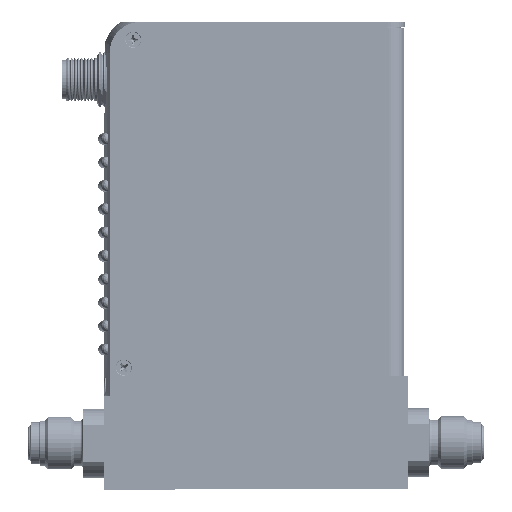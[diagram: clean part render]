
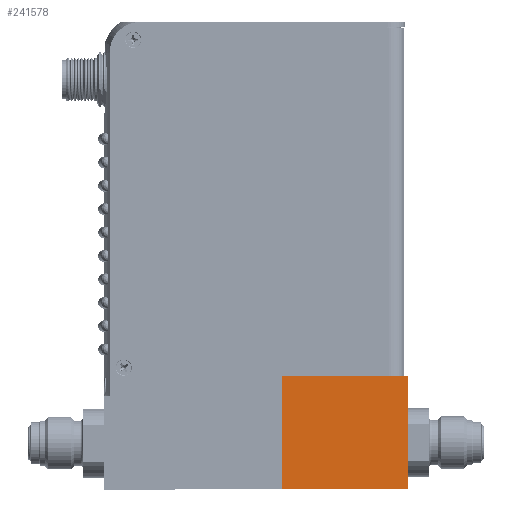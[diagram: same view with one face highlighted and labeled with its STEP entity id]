
A CAD part, top view. The second image highlights one B-rep face of the part: STEP entity #241578.
In plain terms, the highlighted planar face has unit normal (0, 0, 1).
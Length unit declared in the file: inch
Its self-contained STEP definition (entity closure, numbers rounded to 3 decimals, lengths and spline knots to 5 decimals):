
#15047 = ORIENTED_EDGE ( 'NONE', *, *, #299408, .F. ) ;
#19201 = CARTESIAN_POINT ( 'NONE',  ( 1.07883, 0.72493, -1.17283 ) ) ;
#22489 = LINE ( 'NONE', #19201, #275064 ) ;
#32070 = DIRECTION ( 'NONE',  ( 0., -1., 0. ) ) ;
#54605 = CARTESIAN_POINT ( 'NONE',  ( 2.42383, 0.72493, -1.17283 ) ) ;
#60950 = VERTEX_POINT ( 'NONE', #243278 ) ;
#61665 = ORIENTED_EDGE ( 'NONE', *, *, #137378, .T. ) ;
#66740 = VERTEX_POINT ( 'NONE', #191109 ) ;
#73592 = DIRECTION ( 'NONE',  ( 0., -1., 0. ) ) ;
#93954 = ORIENTED_EDGE ( 'NONE', *, *, #133020, .F. ) ;
#96851 = CARTESIAN_POINT ( 'NONE',  ( 1.07883, 1.93193, -1.17283 ) ) ;
#98515 = FACE_OUTER_BOUND ( 'NONE', #231734, .T. ) ;
#105004 = VECTOR ( 'NONE', #298844, 39.37008 ) ;
#133020 = EDGE_CURVE ( 'NONE', #60950, #172731, #304677, .T. ) ;
#137378 = EDGE_CURVE ( 'NONE', #66740, #172731, #22489, .T. ) ;
#146507 = DIRECTION ( 'NONE',  ( 1., 0., 0. ) ) ;
#151406 = CARTESIAN_POINT ( 'NONE',  ( 1.07883, 1.93193, -1.17283 ) ) ;
#161608 = VECTOR ( 'NONE', #32070, 39.37008 ) ;
#172731 = VERTEX_POINT ( 'NONE', #54605 ) ;
#173938 = DIRECTION ( 'NONE',  ( 0., -1., 0. ) ) ;
#180392 = VERTEX_POINT ( 'NONE', #235954 ) ;
#182887 = AXIS2_PLACEMENT_3D ( 'NONE', #96851, #199075, #173938 ) ;
#188881 = VECTOR ( 'NONE', #73592, 39.37008 ) ;
#191109 = CARTESIAN_POINT ( 'NONE',  ( 1.07883, 0.72493, -1.17283 ) ) ;
#199075 = DIRECTION ( 'NONE',  ( 0., 0., -1. ) ) ;
#231734 = EDGE_LOOP ( 'NONE', ( #61665, #93954, #15047, #312088 ) ) ;
#235954 = CARTESIAN_POINT ( 'NONE',  ( 1.07883, 1.93193, -1.17283 ) ) ;
#241578 = ADVANCED_FACE ( 'NONE', ( #98515 ), #326307, .F. ) ;
#243278 = CARTESIAN_POINT ( 'NONE',  ( 2.42383, 1.93193, -1.17283 ) ) ;
#250228 = LINE ( 'NONE', #151406, #105004 ) ;
#256554 = LINE ( 'NONE', #288300, #161608 ) ;
#275064 = VECTOR ( 'NONE', #146507, 39.37008 ) ;
#279530 = CARTESIAN_POINT ( 'NONE',  ( 2.42383, 1.93193, -1.17283 ) ) ;
#282121 = EDGE_CURVE ( 'NONE', #180392, #66740, #256554, .T. ) ;
#288300 = CARTESIAN_POINT ( 'NONE',  ( 1.07883, 1.93193, -1.17283 ) ) ;
#298844 = DIRECTION ( 'NONE',  ( 1., 0., 0. ) ) ;
#299408 = EDGE_CURVE ( 'NONE', #180392, #60950, #250228, .T. ) ;
#304677 = LINE ( 'NONE', #279530, #188881 ) ;
#312088 = ORIENTED_EDGE ( 'NONE', *, *, #282121, .T. ) ;
#326307 = PLANE ( 'NONE',  #182887 ) ;
